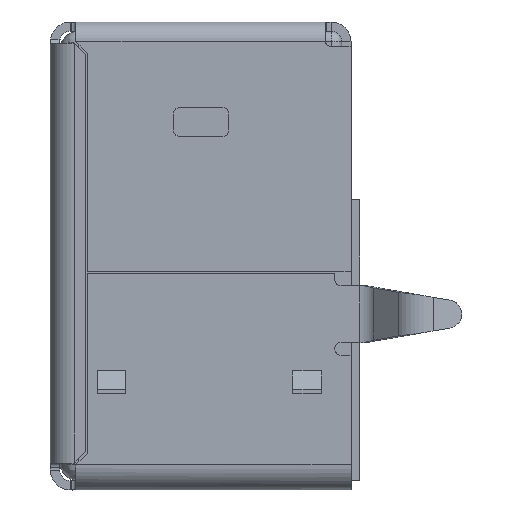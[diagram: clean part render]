
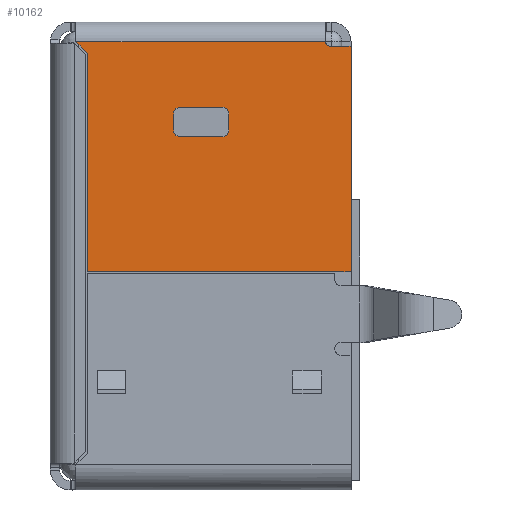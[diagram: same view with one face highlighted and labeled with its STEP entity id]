
A CAD part, left-side view. The second image highlights one B-rep face of the part: STEP entity #10162.
In plain terms, the highlighted planar face has unit normal (-1, 0, 0).
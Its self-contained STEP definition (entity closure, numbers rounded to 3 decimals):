
#10162 = ADVANCED_FACE('',(#10163,#10222),#10292,.F.);
#10163 = FACE_BOUND('',#10164,.T.);
#10164 = EDGE_LOOP('',(#10165,#10175,#10183,#10191,#10199,#10208,#10216)
  );
#10165 = ORIENTED_EDGE('',*,*,#10166,.F.);
#10166 = EDGE_CURVE('',#10167,#10169,#10171,.T.);
#10167 = VERTEX_POINT('',#10168);
#10168 = CARTESIAN_POINT('',(-6.05,9.6,-0.55));
#10169 = VERTEX_POINT('',#10170);
#10170 = CARTESIAN_POINT('',(-6.05,9.6,7.15));
#10171 = LINE('',#10172,#10173);
#10172 = CARTESIAN_POINT('',(-6.05,9.6,0.));
#10173 = VECTOR('',#10174,1.);
#10174 = DIRECTION('',(0.,-0.,1.));
#10175 = ORIENTED_EDGE('',*,*,#10176,.T.);
#10176 = EDGE_CURVE('',#10167,#10177,#10179,.T.);
#10177 = VERTEX_POINT('',#10178);
#10178 = CARTESIAN_POINT('',(-6.05,0.3,-0.55));
#10179 = LINE('',#10180,#10181);
#10180 = CARTESIAN_POINT('',(-6.05,-2.8,-0.55));
#10181 = VECTOR('',#10182,1.);
#10182 = DIRECTION('',(0.,-1.,0.));
#10183 = ORIENTED_EDGE('',*,*,#10184,.F.);
#10184 = EDGE_CURVE('',#10185,#10177,#10187,.T.);
#10185 = VERTEX_POINT('',#10186);
#10186 = CARTESIAN_POINT('',(-6.05,0.3,7.4));
#10187 = LINE('',#10188,#10189);
#10188 = CARTESIAN_POINT('',(-6.05,0.3,0.));
#10189 = VECTOR('',#10190,1.);
#10190 = DIRECTION('',(0.,0.,-1.));
#10191 = ORIENTED_EDGE('',*,*,#10192,.F.);
#10192 = EDGE_CURVE('',#10193,#10185,#10195,.T.);
#10193 = VERTEX_POINT('',#10194);
#10194 = CARTESIAN_POINT('',(-6.05,1.05,7.4));
#10195 = LINE('',#10196,#10197);
#10196 = CARTESIAN_POINT('',(-6.05,-2.8,7.4));
#10197 = VECTOR('',#10198,1.);
#10198 = DIRECTION('',(0.,-1.,0.));
#10199 = ORIENTED_EDGE('',*,*,#10200,.F.);
#10200 = EDGE_CURVE('',#10201,#10193,#10203,.T.);
#10201 = VERTEX_POINT('',#10202);
#10202 = CARTESIAN_POINT('',(-6.05,1.2,7.55));
#10203 = CIRCLE('',#10204,0.15);
#10204 = AXIS2_PLACEMENT_3D('',#10205,#10206,#10207);
#10205 = CARTESIAN_POINT('',(-6.05,1.05,7.55));
#10206 = DIRECTION('',(-1.,0.,0.));
#10207 = DIRECTION('',(0.,0.,-1.));
#10208 = ORIENTED_EDGE('',*,*,#10209,.F.);
#10209 = EDGE_CURVE('',#10210,#10201,#10212,.T.);
#10210 = VERTEX_POINT('',#10211);
#10211 = CARTESIAN_POINT('',(-6.05,10.,7.55));
#10212 = LINE('',#10213,#10214);
#10213 = CARTESIAN_POINT('',(-6.05,1.2,7.55));
#10214 = VECTOR('',#10215,1.);
#10215 = DIRECTION('',(-0.,-1.,-0.));
#10216 = ORIENTED_EDGE('',*,*,#10217,.T.);
#10217 = EDGE_CURVE('',#10210,#10169,#10218,.T.);
#10218 = LINE('',#10219,#10220);
#10219 = CARTESIAN_POINT('',(-6.05,-0.175,-2.625));
#10220 = VECTOR('',#10221,1.);
#10221 = DIRECTION('',(0.,-0.707,
    -0.707));
#10222 = FACE_BOUND('',#10223,.T.);
#10223 = EDGE_LOOP('',(#10224,#10235,#10243,#10252,#10260,#10269,#10277,
    #10286));
#10224 = ORIENTED_EDGE('',*,*,#10225,.F.);
#10225 = EDGE_CURVE('',#10226,#10228,#10230,.T.);
#10226 = VERTEX_POINT('',#10227);
#10227 = CARTESIAN_POINT('',(-6.05,6.56,4.45));
#10228 = VERTEX_POINT('',#10229);
#10229 = CARTESIAN_POINT('',(-6.05,6.31,4.2));
#10230 = CIRCLE('',#10231,0.25);
#10231 = AXIS2_PLACEMENT_3D('',#10232,#10233,#10234);
#10232 = CARTESIAN_POINT('',(-6.05,6.31,4.45));
#10233 = DIRECTION('',(-1.,0.,0.));
#10234 = DIRECTION('',(0.,0.,-1.));
#10235 = ORIENTED_EDGE('',*,*,#10236,.F.);
#10236 = EDGE_CURVE('',#10237,#10226,#10239,.T.);
#10237 = VERTEX_POINT('',#10238);
#10238 = CARTESIAN_POINT('',(-6.05,6.56,5.));
#10239 = LINE('',#10240,#10241);
#10240 = CARTESIAN_POINT('',(-6.05,6.56,0.));
#10241 = VECTOR('',#10242,1.);
#10242 = DIRECTION('',(0.,0.,-1.));
#10243 = ORIENTED_EDGE('',*,*,#10244,.T.);
#10244 = EDGE_CURVE('',#10237,#10245,#10247,.T.);
#10245 = VERTEX_POINT('',#10246);
#10246 = CARTESIAN_POINT('',(-6.05,6.31,5.25));
#10247 = CIRCLE('',#10248,0.25);
#10248 = AXIS2_PLACEMENT_3D('',#10249,#10250,#10251);
#10249 = CARTESIAN_POINT('',(-6.05,6.31,5.));
#10250 = DIRECTION('',(1.,0.,0.));
#10251 = DIRECTION('',(0.,0.,-1.));
#10252 = ORIENTED_EDGE('',*,*,#10253,.T.);
#10253 = EDGE_CURVE('',#10245,#10254,#10256,.T.);
#10254 = VERTEX_POINT('',#10255);
#10255 = CARTESIAN_POINT('',(-6.05,4.86,5.25));
#10256 = LINE('',#10257,#10258);
#10257 = CARTESIAN_POINT('',(-6.05,-2.8,5.25));
#10258 = VECTOR('',#10259,1.);
#10259 = DIRECTION('',(0.,-1.,0.));
#10260 = ORIENTED_EDGE('',*,*,#10261,.T.);
#10261 = EDGE_CURVE('',#10254,#10262,#10264,.T.);
#10262 = VERTEX_POINT('',#10263);
#10263 = CARTESIAN_POINT('',(-6.05,4.61,5.));
#10264 = CIRCLE('',#10265,0.25);
#10265 = AXIS2_PLACEMENT_3D('',#10266,#10267,#10268);
#10266 = CARTESIAN_POINT('',(-6.05,4.86,5.));
#10267 = DIRECTION('',(1.,0.,0.));
#10268 = DIRECTION('',(0.,0.,-1.));
#10269 = ORIENTED_EDGE('',*,*,#10270,.T.);
#10270 = EDGE_CURVE('',#10262,#10271,#10273,.T.);
#10271 = VERTEX_POINT('',#10272);
#10272 = CARTESIAN_POINT('',(-6.05,4.61,4.45));
#10273 = LINE('',#10274,#10275);
#10274 = CARTESIAN_POINT('',(-6.05,4.61,0.));
#10275 = VECTOR('',#10276,1.);
#10276 = DIRECTION('',(0.,0.,-1.));
#10277 = ORIENTED_EDGE('',*,*,#10278,.T.);
#10278 = EDGE_CURVE('',#10271,#10279,#10281,.T.);
#10279 = VERTEX_POINT('',#10280);
#10280 = CARTESIAN_POINT('',(-6.05,4.86,4.2));
#10281 = CIRCLE('',#10282,0.25);
#10282 = AXIS2_PLACEMENT_3D('',#10283,#10284,#10285);
#10283 = CARTESIAN_POINT('',(-6.05,4.86,4.45));
#10284 = DIRECTION('',(1.,0.,0.));
#10285 = DIRECTION('',(0.,0.,-1.));
#10286 = ORIENTED_EDGE('',*,*,#10287,.F.);
#10287 = EDGE_CURVE('',#10228,#10279,#10288,.T.);
#10288 = LINE('',#10289,#10290);
#10289 = CARTESIAN_POINT('',(-6.05,-2.8,4.2));
#10290 = VECTOR('',#10291,1.);
#10291 = DIRECTION('',(0.,-1.,0.));
#10292 = PLANE('',#10293);
#10293 = AXIS2_PLACEMENT_3D('',#10294,#10295,#10296);
#10294 = CARTESIAN_POINT('',(-6.05,-2.8,0.));
#10295 = DIRECTION('',(1.,0.,0.));
#10296 = DIRECTION('',(0.,0.,-1.));
